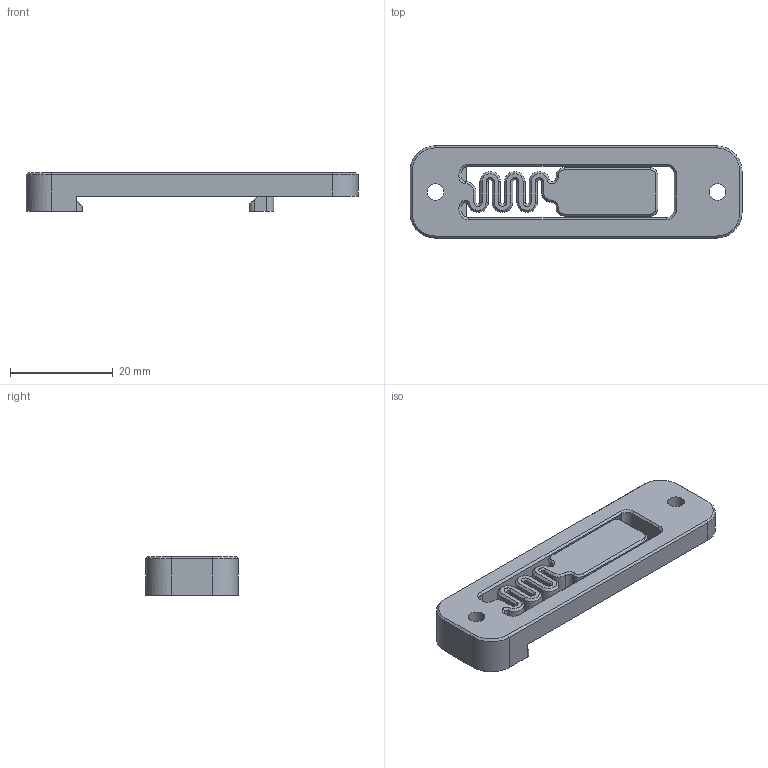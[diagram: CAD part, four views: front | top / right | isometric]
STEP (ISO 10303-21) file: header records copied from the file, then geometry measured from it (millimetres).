
FILE_DESCRIPTION((''),'2;1');
FILE_NAME('RS-25-5_DIN_ADAPTER','2022-03-14T23:52:01',('Dinu'),(''),'CREO PARAMETRIC BY PTC INC, 2021164','CREO PARAMETRIC BY PTC INC, 2021164','');
FILE_SCHEMA(('CONFIG_CONTROL_DESIGN'));
Length unit declared in the file: millimetre
Products named in the file (1): RS-25-5_DIN_ADAPTER
Bounding box: 64.78 x 18 x 7.6 mm (x, y, z)
Volume: 4814.2 mm3; surface area: 4164.7 mm2
Topology: 1 solids, 1 shells, 164 faces, 441 edges, 284 vertices
Faces by surface type: plane 76, cylinder 52, cone 36
Entity records: 5220 total; most frequent: CARTESIAN_POINT 1024, ORIENTED_EDGE 882, DIRECTION 861, EDGE_CURVE 441, AXIS2_PLACEMENT_3D 298, VERTEX_POINT 284, VECTOR 265, LINE 265
